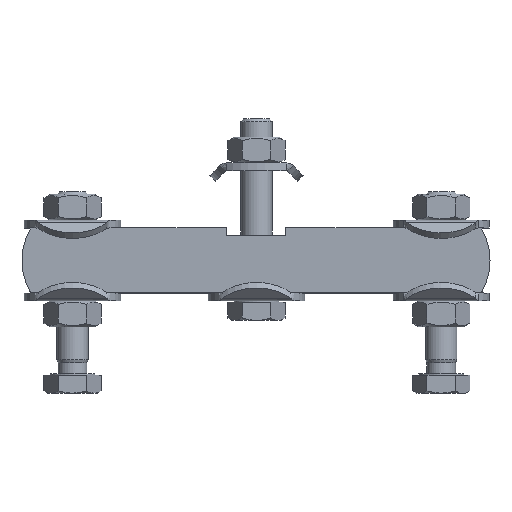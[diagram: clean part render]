
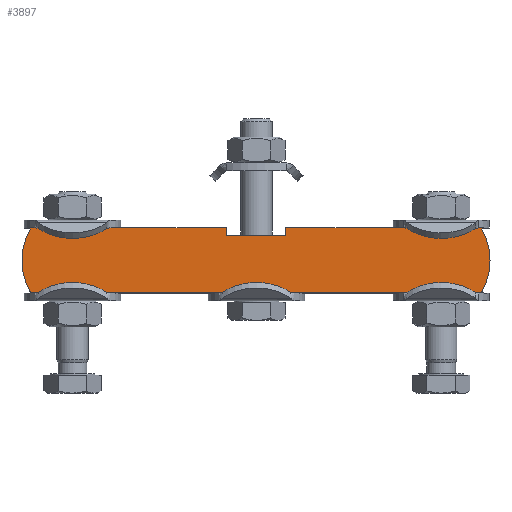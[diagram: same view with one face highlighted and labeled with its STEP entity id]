
A CAD part, top view. The second image highlights one B-rep face of the part: STEP entity #3897.
In plain terms, the highlighted planar face has unit normal (0, 0, 1).
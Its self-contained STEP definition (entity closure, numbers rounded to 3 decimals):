
#361=CIRCLE('',#4202,25.);
#362=CIRCLE('',#4203,25.);
#515=FACE_OUTER_BOUND('',#777,.T.);
#777=EDGE_LOOP('',(#2652,#2653,#2654,#2655,#2656,#2657,#2658,#2659));
#1075=LINE('',#5687,#1371);
#1078=LINE('',#5693,#1374);
#1083=LINE('',#5702,#1379);
#1084=LINE('',#5705,#1380);
#1085=LINE('',#5709,#1381);
#1086=LINE('',#5712,#1382);
#1371=VECTOR('',#4620,10.);
#1374=VECTOR('',#4625,10.);
#1379=VECTOR('',#4632,10.);
#1380=VECTOR('',#4635,10.);
#1381=VECTOR('',#4638,10.);
#1382=VECTOR('',#4641,10.);
#1662=VERTEX_POINT('',#5683);
#1664=VERTEX_POINT('',#5686);
#1666=VERTEX_POINT('',#5692);
#1669=VERTEX_POINT('',#5699);
#1670=VERTEX_POINT('',#5704);
#1671=VERTEX_POINT('',#5706);
#1672=VERTEX_POINT('',#5708);
#1673=VERTEX_POINT('',#5710);
#2032=EDGE_CURVE('',#1664,#1662,#1075,.T.);
#2035=EDGE_CURVE('',#1666,#1664,#1078,.T.);
#2040=EDGE_CURVE('',#1669,#1666,#1083,.T.);
#2041=EDGE_CURVE('',#1662,#1670,#1084,.T.);
#2042=EDGE_CURVE('',#1670,#1671,#361,.T.);
#2043=EDGE_CURVE('',#1671,#1672,#1085,.T.);
#2044=EDGE_CURVE('',#1672,#1673,#362,.T.);
#2045=EDGE_CURVE('',#1673,#1669,#1086,.T.);
#2652=ORIENTED_EDGE('',*,*,#2040,.T.);
#2653=ORIENTED_EDGE('',*,*,#2035,.T.);
#2654=ORIENTED_EDGE('',*,*,#2032,.T.);
#2655=ORIENTED_EDGE('',*,*,#2041,.T.);
#2656=ORIENTED_EDGE('',*,*,#2042,.T.);
#2657=ORIENTED_EDGE('',*,*,#2043,.T.);
#2658=ORIENTED_EDGE('',*,*,#2044,.T.);
#2659=ORIENTED_EDGE('',*,*,#2045,.T.);
#3773=PLANE('',#4201);
#3897=ADVANCED_FACE('',(#515),#3773,.T.);
#4201=AXIS2_PLACEMENT_3D('',#5703,#4633,#4634);
#4202=AXIS2_PLACEMENT_3D('',#5707,#4636,#4637);
#4203=AXIS2_PLACEMENT_3D('',#5711,#4639,#4640);
#4620=DIRECTION('',(0.,1.,0.));
#4625=DIRECTION('',(-1.,0.,0.));
#4632=DIRECTION('',(0.,-1.,0.));
#4633=DIRECTION('center_axis',(0.,0.,1.));
#4634=DIRECTION('ref_axis',(1.,0.,0.));
#4635=DIRECTION('',(-1.,0.,0.));
#4636=DIRECTION('center_axis',(0.,0.,1.));
#4637=DIRECTION('ref_axis',(-0.866,0.5,0.));
#4638=DIRECTION('',(1.,0.,0.));
#4639=DIRECTION('center_axis',(0.,0.,1.));
#4640=DIRECTION('ref_axis',(0.866,-0.5,0.));
#4641=DIRECTION('',(-1.,0.,0.));
#5683=CARTESIAN_POINT('',(20.065,19.068,22.));
#5686=CARTESIAN_POINT('',(20.065,16.068,22.));
#5687=CARTESIAN_POINT('',(20.065,11.318,22.));
#5692=CARTESIAN_POINT('',(43.065,16.068,22.));
#5693=CARTESIAN_POINT('',(39.094,16.068,22.));
#5699=CARTESIAN_POINT('',(43.065,19.068,22.));
#5702=CARTESIAN_POINT('',(43.065,14.59,22.));
#5703=CARTESIAN_POINT('Origin',(35.123,6.568,22.));
#5704=CARTESIAN_POINT('',(-55.085,19.068,22.));
#5705=CARTESIAN_POINT('',(121.565,19.068,22.));
#5706=CARTESIAN_POINT('',(-55.085,-5.932,22.));
#5707=CARTESIAN_POINT('Origin',(-33.435,6.568,22.));
#5708=CARTESIAN_POINT('',(118.216,-5.932,22.));
#5709=CARTESIAN_POINT('',(-58.435,-5.932,22.));
#5710=CARTESIAN_POINT('',(118.216,19.068,22.));
#5711=CARTESIAN_POINT('Origin',(96.565,6.568,22.));
#5712=CARTESIAN_POINT('',(121.565,19.068,22.));
